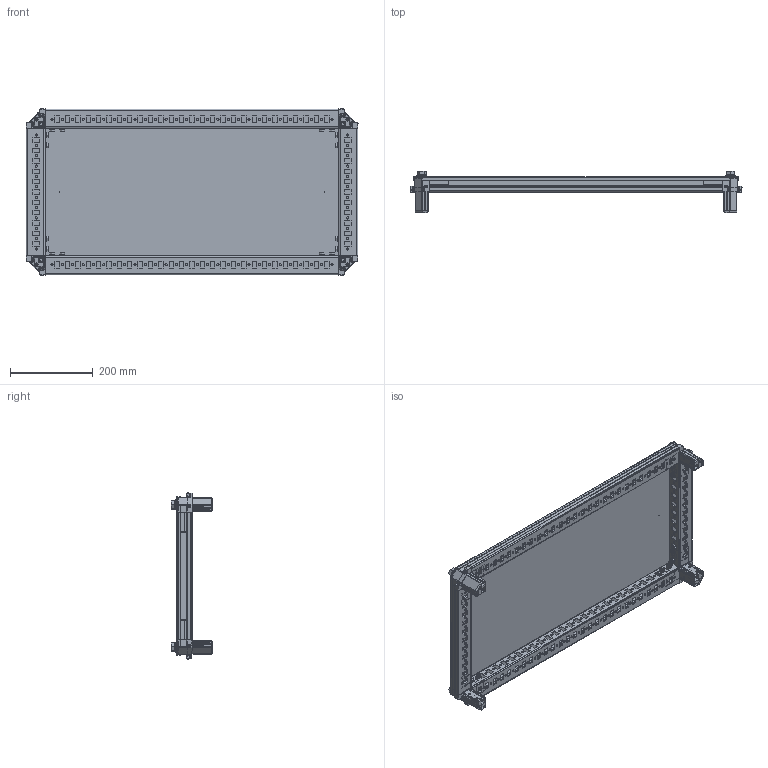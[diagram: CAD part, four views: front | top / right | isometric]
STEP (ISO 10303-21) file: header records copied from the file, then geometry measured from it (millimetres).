
FILE_DESCRIPTION (( 'STEP AP214' ), '1' );
FILE_NAME ('ﾀﾃﾈﾅ 275.01.100-01 ﾊ.STEP', '2023-08-04T06:47:31', ( '' ), ( '' ), 'SwSTEP 2.0', 'SolidWorks 2022', '' );
FILE_SCHEMA (( 'AUTOMOTIVE_DESIGN' ));
Length unit declared in the file: millimetre
Products named in the file (10): Шайба ГОСТ 6402-70_Шайба 12; IND-M1R-11-0002 Триполь; IND-M1F-00-0099 Винт М6х10 ; Шайба ГОСТ 11371_ф12; Стойки крыши и основания_800 IND-M1R-17-1791; Болт ГОСТ 7798 (полный)_M12x35 (шаг крупный); АГИЕ 275.01.100-01 Крыша; Каркас_2000_800x400; Стойки крыши и основания_400  IND-M1R-17-1794; АГИЕ 275.01.101-04
Assembly tree (38 placements, depth 3):
  АГИЕ 275.01.100-01 Крыша
    АГИЕ 275.01.101-04
    Каркас_2000_800x400
      Стойки крыши и основания_800 IND-M1R-17-1791  x2
      Стойки крыши и основания_400  IND-M1R-17-1794  x2
      IND-M1R-11-0002 Триполь  x4
      IND-M1F-00-0099 Винт М6х10   x16
    Шайба ГОСТ 11371_ф12  x4
    Шайба ГОСТ 6402-70_Шайба 12  x4
    Болт ГОСТ 7798 (полный)_M12x35 (шаг крупный)  x4
Bounding box: 800.19 x 100 x 400.19 mm (x, y, z)
Volume: 1305699.1 mm3; surface area: 1420881 mm2
Topology: 37 solids, 37 shells, 4886 faces, 12480 edges, 7692 vertices
Faces by surface type: plane 1838, cylinder 1668, bspline 1112, cone 268
Entity records: 59553 total; most frequent: CARTESIAN_POINT 27106, ORIENTED_EDGE 7094, DIRECTION 5760, EDGE_CURVE 3547, VERTEX_POINT 2217, VECTOR 2060, LINE 2060, AXIS2_PLACEMENT_3D 1850
